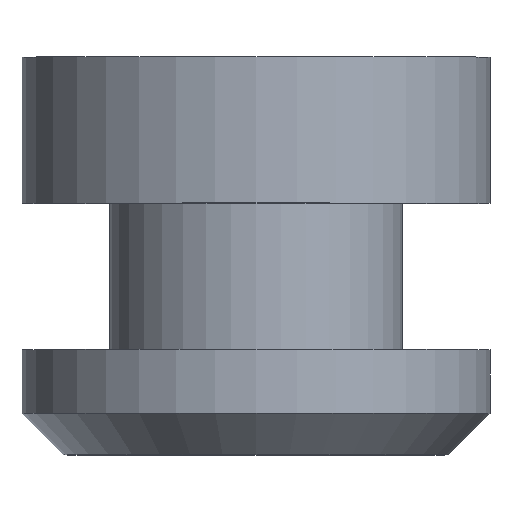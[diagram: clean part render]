
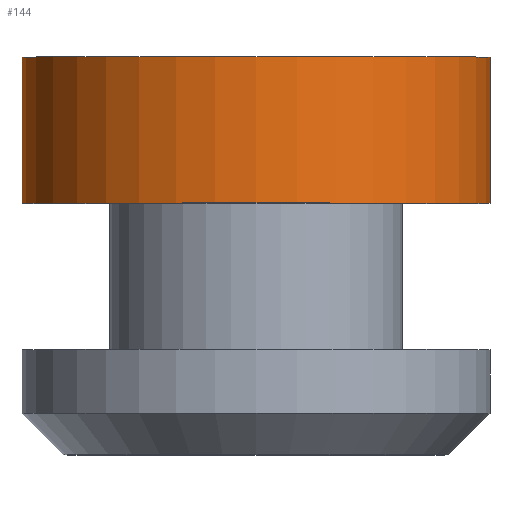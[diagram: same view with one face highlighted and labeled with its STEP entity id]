
A CAD part, top view. The second image highlights one B-rep face of the part: STEP entity #144.
In plain terms, the highlighted cylindrical face has radius 5.08 mm (diameter 10.16 mm), a partial arc.
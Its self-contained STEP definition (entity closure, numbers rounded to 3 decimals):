
#88=CARTESIAN_POINT('Axis2P3D Location',(0.,12.268,0.)) ;
#93=CARTESIAN_POINT('Line Origine',(-5.08,12.717,0.)) ;
#97=CARTESIAN_POINT('Vertex',(-5.08,13.411,0.)) ;
#99=CARTESIAN_POINT('Vertex',(-5.08,16.586,0.)) ;
#106=CARTESIAN_POINT('Vertex',(5.08,16.586,0.)) ;
#109=CARTESIAN_POINT('Line Origine',(5.08,12.717,0.)) ;
#113=CARTESIAN_POINT('Vertex',(5.08,13.411,0.)) ;
#128=CARTESIAN_POINT('Axis2P3D Location',(0.,16.586,0.)) ;
#133=CARTESIAN_POINT('Axis2P3D Location',(0.,13.411,0.)) ;
#95=VECTOR('Line Direction',#94,1.) ;
#111=VECTOR('Line Direction',#110,1.) ;
#89=DIRECTION('Axis2P3D Direction',(0.,1.,0.)) ;
#90=DIRECTION('Axis2P3D XDirection',(1.,0.,0.)) ;
#94=DIRECTION('Vector Direction',(0.,1.,0.)) ;
#110=DIRECTION('Vector Direction',(0.,1.,0.)) ;
#129=DIRECTION('Axis2P3D Direction',(0.,1.,0.)) ;
#134=DIRECTION('Axis2P3D Direction',(0.,1.,0.)) ;
#91=AXIS2_PLACEMENT_3D('Cylinder Axis2P3D',#88,#89,#90) ;
#130=AXIS2_PLACEMENT_3D('Circle Axis2P3D',#128,#129,$) ;
#135=AXIS2_PLACEMENT_3D('Circle Axis2P3D',#133,#134,$) ;
#96=LINE('Line',#93,#95) ;
#112=LINE('Line',#109,#111) ;
#131=CIRCLE('generated circle',#130,5.08) ;
#136=CIRCLE('generated circle',#135,5.08) ;
#92=CYLINDRICAL_SURFACE('generated cylinder',#91,5.08) ;
#101=EDGE_CURVE('',#98,#100,#96,.T.) ;
#115=EDGE_CURVE('',#114,#107,#112,.T.) ;
#132=EDGE_CURVE('',#100,#107,#131,.T.) ;
#137=EDGE_CURVE('',#98,#114,#136,.T.) ;
#139=ORIENTED_EDGE('',*,*,#115,.T.) ;
#140=ORIENTED_EDGE('',*,*,#132,.F.) ;
#141=ORIENTED_EDGE('',*,*,#101,.F.) ;
#142=ORIENTED_EDGE('',*,*,#137,.T.) ;
#138=EDGE_LOOP('',(#139,#140,#141,#142)) ;
#98=VERTEX_POINT('',#97) ;
#100=VERTEX_POINT('',#99) ;
#107=VERTEX_POINT('',#106) ;
#114=VERTEX_POINT('',#113) ;
#144=ADVANCED_FACE('PartBody',(#143),#92,.T.) ;
#143=FACE_OUTER_BOUND('',#138,.T.) ;
